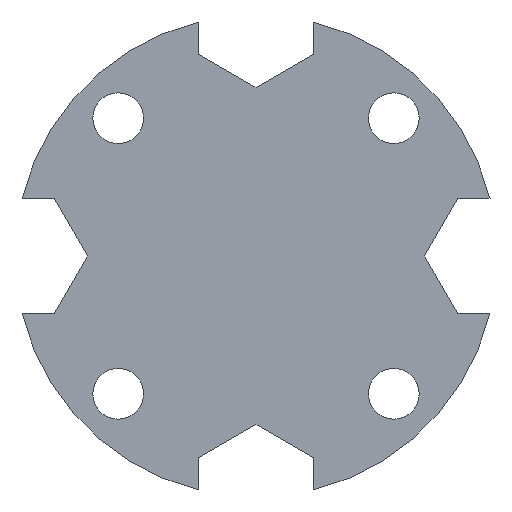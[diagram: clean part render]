
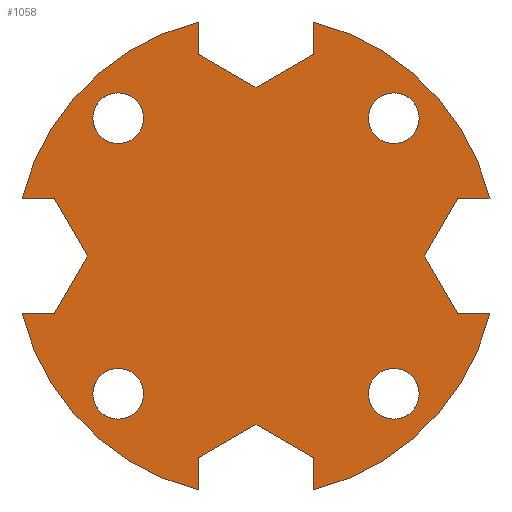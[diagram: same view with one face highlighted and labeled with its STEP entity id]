
A CAD part, left-side view. The second image highlights one B-rep face of the part: STEP entity #1058.
In plain terms, the highlighted planar face has unit normal (-1, 0, 0).
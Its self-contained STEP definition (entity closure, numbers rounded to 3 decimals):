
#51=FACE_BOUND('',#211,.T.);
#52=FACE_BOUND('',#212,.T.);
#53=FACE_BOUND('',#213,.T.);
#54=FACE_BOUND('',#214,.T.);
#79=CIRCLE('',#1127,3.05);
#80=CIRCLE('',#1129,3.05);
#81=CIRCLE('',#1131,3.05);
#82=CIRCLE('',#1133,3.05);
#83=CIRCLE('',#1138,29.);
#84=CIRCLE('',#1144,29.);
#85=CIRCLE('',#1150,29.);
#86=CIRCLE('',#1156,29.);
#140=FACE_OUTER_BOUND('',#210,.T.);
#210=EDGE_LOOP('',(#943,#944,#945,#946,#947,#948,#949,#950,#951,#952,#953,
#954,#955,#956,#957,#958,#959,#960,#961,#962));
#211=EDGE_LOOP('',(#963));
#212=EDGE_LOOP('',(#964));
#213=EDGE_LOOP('',(#965));
#214=EDGE_LOOP('',(#966));
#291=LINE('',#1668,#403);
#294=LINE('',#1673,#406);
#296=LINE('',#1677,#408);
#299=LINE('',#1685,#411);
#301=LINE('',#1689,#413);
#303=LINE('',#1693,#415);
#305=LINE('',#1697,#417);
#308=LINE('',#1705,#420);
#310=LINE('',#1709,#422);
#312=LINE('',#1713,#424);
#314=LINE('',#1717,#426);
#317=LINE('',#1725,#429);
#319=LINE('',#1729,#431);
#321=LINE('',#1733,#433);
#323=LINE('',#1737,#435);
#326=LINE('',#1744,#438);
#403=VECTOR('',#1363,10.);
#406=VECTOR('',#1368,10.);
#408=VECTOR('',#1372,10.);
#411=VECTOR('',#1381,10.);
#413=VECTOR('',#1385,10.);
#415=VECTOR('',#1389,10.);
#417=VECTOR('',#1393,10.);
#420=VECTOR('',#1402,10.);
#422=VECTOR('',#1406,10.);
#424=VECTOR('',#1410,10.);
#426=VECTOR('',#1414,10.);
#429=VECTOR('',#1423,10.);
#431=VECTOR('',#1427,10.);
#433=VECTOR('',#1431,10.);
#435=VECTOR('',#1435,10.);
#438=VECTOR('',#1444,10.);
#511=VERTEX_POINT('',#1650);
#512=VERTEX_POINT('',#1654);
#513=VERTEX_POINT('',#1658);
#514=VERTEX_POINT('',#1662);
#515=VERTEX_POINT('',#1666);
#516=VERTEX_POINT('',#1667);
#517=VERTEX_POINT('',#1672);
#518=VERTEX_POINT('',#1676);
#519=VERTEX_POINT('',#1680);
#520=VERTEX_POINT('',#1684);
#521=VERTEX_POINT('',#1688);
#522=VERTEX_POINT('',#1692);
#523=VERTEX_POINT('',#1696);
#524=VERTEX_POINT('',#1700);
#525=VERTEX_POINT('',#1704);
#526=VERTEX_POINT('',#1708);
#527=VERTEX_POINT('',#1712);
#528=VERTEX_POINT('',#1716);
#529=VERTEX_POINT('',#1720);
#530=VERTEX_POINT('',#1724);
#531=VERTEX_POINT('',#1728);
#532=VERTEX_POINT('',#1732);
#533=VERTEX_POINT('',#1736);
#534=VERTEX_POINT('',#1740);
#631=EDGE_CURVE('',#511,#511,#79,.T.);
#633=EDGE_CURVE('',#512,#512,#80,.T.);
#635=EDGE_CURVE('',#513,#513,#81,.T.);
#637=EDGE_CURVE('',#514,#514,#82,.T.);
#639=EDGE_CURVE('',#515,#516,#291,.T.);
#642=EDGE_CURVE('',#517,#515,#294,.T.);
#644=EDGE_CURVE('',#518,#517,#296,.T.);
#646=EDGE_CURVE('',#519,#518,#83,.T.);
#648=EDGE_CURVE('',#520,#519,#299,.T.);
#650=EDGE_CURVE('',#521,#520,#301,.T.);
#652=EDGE_CURVE('',#522,#521,#303,.T.);
#654=EDGE_CURVE('',#523,#522,#305,.T.);
#656=EDGE_CURVE('',#524,#523,#84,.T.);
#658=EDGE_CURVE('',#525,#524,#308,.T.);
#660=EDGE_CURVE('',#526,#525,#310,.T.);
#662=EDGE_CURVE('',#527,#526,#312,.T.);
#664=EDGE_CURVE('',#528,#527,#314,.T.);
#666=EDGE_CURVE('',#529,#528,#85,.T.);
#668=EDGE_CURVE('',#530,#529,#317,.T.);
#670=EDGE_CURVE('',#531,#530,#319,.T.);
#672=EDGE_CURVE('',#532,#531,#321,.T.);
#674=EDGE_CURVE('',#533,#532,#323,.T.);
#676=EDGE_CURVE('',#534,#533,#86,.T.);
#678=EDGE_CURVE('',#516,#534,#326,.T.);
#943=ORIENTED_EDGE('',*,*,#678,.F.);
#944=ORIENTED_EDGE('',*,*,#639,.F.);
#945=ORIENTED_EDGE('',*,*,#642,.F.);
#946=ORIENTED_EDGE('',*,*,#644,.F.);
#947=ORIENTED_EDGE('',*,*,#646,.F.);
#948=ORIENTED_EDGE('',*,*,#648,.F.);
#949=ORIENTED_EDGE('',*,*,#650,.F.);
#950=ORIENTED_EDGE('',*,*,#652,.F.);
#951=ORIENTED_EDGE('',*,*,#654,.F.);
#952=ORIENTED_EDGE('',*,*,#656,.F.);
#953=ORIENTED_EDGE('',*,*,#658,.F.);
#954=ORIENTED_EDGE('',*,*,#660,.F.);
#955=ORIENTED_EDGE('',*,*,#662,.F.);
#956=ORIENTED_EDGE('',*,*,#664,.F.);
#957=ORIENTED_EDGE('',*,*,#666,.F.);
#958=ORIENTED_EDGE('',*,*,#668,.F.);
#959=ORIENTED_EDGE('',*,*,#670,.F.);
#960=ORIENTED_EDGE('',*,*,#672,.F.);
#961=ORIENTED_EDGE('',*,*,#674,.F.);
#962=ORIENTED_EDGE('',*,*,#676,.F.);
#963=ORIENTED_EDGE('',*,*,#631,.T.);
#964=ORIENTED_EDGE('',*,*,#633,.T.);
#965=ORIENTED_EDGE('',*,*,#635,.T.);
#966=ORIENTED_EDGE('',*,*,#637,.T.);
#1004=PLANE('',#1159);
#1058=ADVANCED_FACE('',(#140,#51,#52,#53,#54),#1004,.F.);
#1127=AXIS2_PLACEMENT_3D('',#1651,#1343,#1344);
#1129=AXIS2_PLACEMENT_3D('',#1655,#1348,#1349);
#1131=AXIS2_PLACEMENT_3D('',#1659,#1353,#1354);
#1133=AXIS2_PLACEMENT_3D('',#1663,#1358,#1359);
#1138=AXIS2_PLACEMENT_3D('',#1681,#1376,#1377);
#1144=AXIS2_PLACEMENT_3D('',#1701,#1397,#1398);
#1150=AXIS2_PLACEMENT_3D('',#1721,#1418,#1419);
#1156=AXIS2_PLACEMENT_3D('',#1741,#1439,#1440);
#1159=AXIS2_PLACEMENT_3D('',#1746,#1447,#1448);
#1343=DIRECTION('center_axis',(1.,0.,0.));
#1344=DIRECTION('ref_axis',(0.,1.,0.));
#1348=DIRECTION('center_axis',(1.,0.,0.));
#1349=DIRECTION('ref_axis',(0.,1.,0.));
#1353=DIRECTION('center_axis',(1.,0.,0.));
#1354=DIRECTION('ref_axis',(0.,1.,0.));
#1358=DIRECTION('center_axis',(1.,0.,0.));
#1359=DIRECTION('ref_axis',(0.,1.,0.));
#1363=DIRECTION('',(0.,-0.5,-0.866));
#1368=DIRECTION('',(0.,0.5,-0.866));
#1372=DIRECTION('',(0.,1.,0.));
#1376=DIRECTION('center_axis',(1.,0.,0.));
#1377=DIRECTION('ref_axis',(0.,-0.239,0.971));
#1381=DIRECTION('',(0.,0.,1.));
#1385=DIRECTION('',(0.,-0.866,0.5));
#1389=DIRECTION('',(0.,-0.866,-0.5));
#1393=DIRECTION('',(0.,0.,-1.));
#1397=DIRECTION('center_axis',(1.,0.,0.));
#1398=DIRECTION('ref_axis',(0.,0.971,0.239));
#1402=DIRECTION('',(0.,1.,0.));
#1406=DIRECTION('',(0.,0.5,0.866));
#1410=DIRECTION('',(0.,-0.5,0.866));
#1414=DIRECTION('',(0.,-1.,0.));
#1418=DIRECTION('center_axis',(1.,0.,0.));
#1419=DIRECTION('ref_axis',(0.,0.239,-0.971));
#1423=DIRECTION('',(0.,0.,-1.));
#1427=DIRECTION('',(0.,0.866,-0.5));
#1431=DIRECTION('',(0.,0.866,0.5));
#1435=DIRECTION('',(0.,0.,1.));
#1439=DIRECTION('center_axis',(1.,0.,0.));
#1440=DIRECTION('ref_axis',(0.,-0.971,-0.239));
#1444=DIRECTION('',(0.,-1.,0.));
#1447=DIRECTION('center_axis',(1.,0.,0.));
#1448=DIRECTION('ref_axis',(0.,1.,0.));
#1650=CARTESIAN_POINT('',(29.,-19.632,-13.582));
#1651=CARTESIAN_POINT('Origin',(29.,-16.582,-13.582));
#1654=CARTESIAN_POINT('',(29.,13.532,-13.582));
#1655=CARTESIAN_POINT('Origin',(29.,16.582,-13.582));
#1658=CARTESIAN_POINT('',(29.,-19.632,19.582));
#1659=CARTESIAN_POINT('Origin',(29.,-16.582,19.582));
#1662=CARTESIAN_POINT('',(29.,13.532,19.582));
#1663=CARTESIAN_POINT('Origin',(29.,16.582,19.582));
#1666=CARTESIAN_POINT('',(29.,-20.284,3.));
#1667=CARTESIAN_POINT('',(29.,-24.284,-3.928));
#1668=CARTESIAN_POINT('',(29.,-20.284,3.));
#1672=CARTESIAN_POINT('',(29.,-24.284,9.928));
#1673=CARTESIAN_POINT('',(29.,-24.284,9.928));
#1676=CARTESIAN_POINT('',(29.,-28.16,9.928));
#1677=CARTESIAN_POINT('',(29.,-28.16,9.928));
#1680=CARTESIAN_POINT('',(29.,-6.928,31.16));
#1681=CARTESIAN_POINT('Origin',(29.,0.,3.));
#1684=CARTESIAN_POINT('',(29.,-6.928,27.284));
#1685=CARTESIAN_POINT('',(29.,-6.928,27.284));
#1688=CARTESIAN_POINT('',(29.,0.,23.284));
#1689=CARTESIAN_POINT('',(29.,0.,23.284));
#1692=CARTESIAN_POINT('',(29.,6.928,27.284));
#1693=CARTESIAN_POINT('',(29.,6.928,27.284));
#1696=CARTESIAN_POINT('',(29.,6.928,31.16));
#1697=CARTESIAN_POINT('',(29.,6.928,31.16));
#1700=CARTESIAN_POINT('',(29.,28.16,9.928));
#1701=CARTESIAN_POINT('Origin',(29.,0.,3.));
#1704=CARTESIAN_POINT('',(29.,24.284,9.928));
#1705=CARTESIAN_POINT('',(29.,24.284,9.928));
#1708=CARTESIAN_POINT('',(29.,20.284,3.));
#1709=CARTESIAN_POINT('',(29.,20.284,3.));
#1712=CARTESIAN_POINT('',(29.,24.284,-3.928));
#1713=CARTESIAN_POINT('',(29.,24.284,-3.928));
#1716=CARTESIAN_POINT('',(29.,28.16,-3.928));
#1717=CARTESIAN_POINT('',(29.,28.16,-3.928));
#1720=CARTESIAN_POINT('',(29.,6.928,-25.16));
#1721=CARTESIAN_POINT('Origin',(29.,0.,3.));
#1724=CARTESIAN_POINT('',(29.,6.928,-21.284));
#1725=CARTESIAN_POINT('',(29.,6.928,-21.284));
#1728=CARTESIAN_POINT('',(29.,0.,-17.284));
#1729=CARTESIAN_POINT('',(29.,0.,-17.284));
#1732=CARTESIAN_POINT('',(29.,-6.928,-21.284));
#1733=CARTESIAN_POINT('',(29.,-6.928,-21.284));
#1736=CARTESIAN_POINT('',(29.,-6.928,-25.16));
#1737=CARTESIAN_POINT('',(29.,-6.928,-25.16));
#1740=CARTESIAN_POINT('',(29.,-28.16,-3.928));
#1741=CARTESIAN_POINT('Origin',(29.,0.,3.));
#1744=CARTESIAN_POINT('',(29.,-24.284,-3.928));
#1746=CARTESIAN_POINT('Origin',(29.,0.,3.));
